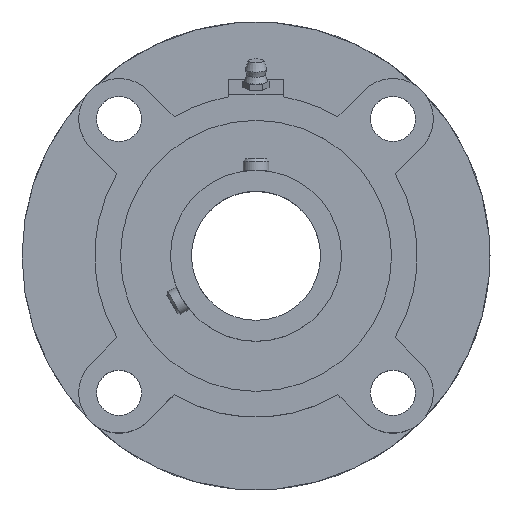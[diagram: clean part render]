
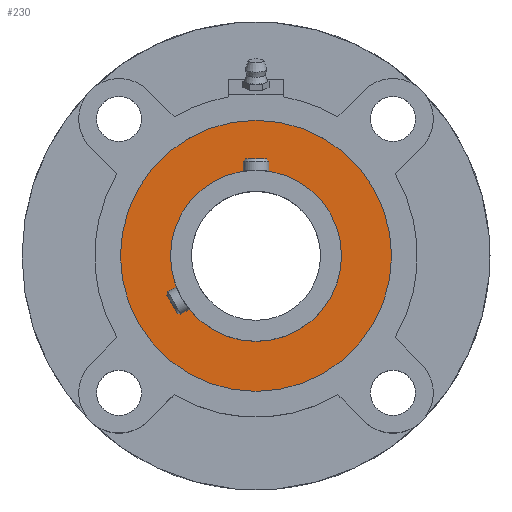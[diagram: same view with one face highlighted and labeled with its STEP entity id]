
A CAD part, top view. The second image highlights one B-rep face of the part: STEP entity #230.
In plain terms, the highlighted planar face has unit normal (0, 0, 1).
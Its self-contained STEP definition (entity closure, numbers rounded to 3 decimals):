
#230 = ADVANCED_FACE( '', ( #409, #410 ), #411, .T. );
#409 = FACE_BOUND( '', #629, .T. );
#410 = FACE_OUTER_BOUND( '', #630, .T. );
#411 = PLANE( '', #631 );
#629 = EDGE_LOOP( '', ( #1133 ) );
#630 = EDGE_LOOP( '', ( #1134 ) );
#631 = AXIS2_PLACEMENT_3D( '', #1135, #1136, #1137 );
#1133 = ORIENTED_EDGE( '', *, *, #1378, .T. );
#1134 = ORIENTED_EDGE( '', *, *, #1433, .F. );
#1135 = CARTESIAN_POINT( '', ( 0., 42., 23. ) );
#1136 = DIRECTION( '', ( 0., 0., 1. ) );
#1137 = DIRECTION( '', ( 1., 0., 0. ) );
#1378 = EDGE_CURVE( '', #1616, #1616, #1617, .T. );
#1433 = EDGE_CURVE( '', #1700, #1700, #1701, .T. );
#1616 = VERTEX_POINT( '', #2090 );
#1617 = CIRCLE( '', #2091, 26.5 );
#1700 = VERTEX_POINT( '', #2334 );
#1701 = CIRCLE( '', #2335, 42. );
#2090 = CARTESIAN_POINT( '', ( -26.5, 0., 23. ) );
#2091 = AXIS2_PLACEMENT_3D( '', #2554, #2555, #2556 );
#2334 = CARTESIAN_POINT( '', ( -42., 0., 23. ) );
#2335 = AXIS2_PLACEMENT_3D( '', #2653, #2654, #2655 );
#2554 = CARTESIAN_POINT( '', ( 0., 0., 23. ) );
#2555 = DIRECTION( '', ( 0., 0., -1. ) );
#2556 = DIRECTION( '', ( -1., 0., 0. ) );
#2653 = CARTESIAN_POINT( '', ( 0., 0., 23. ) );
#2654 = DIRECTION( '', ( 0., 0., -1. ) );
#2655 = DIRECTION( '', ( -1., 0., 0. ) );
